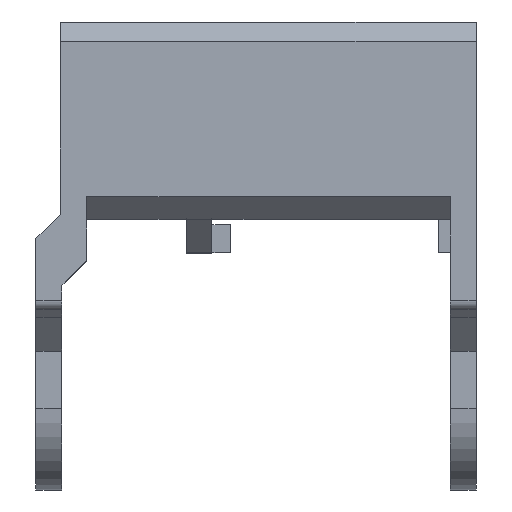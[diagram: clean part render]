
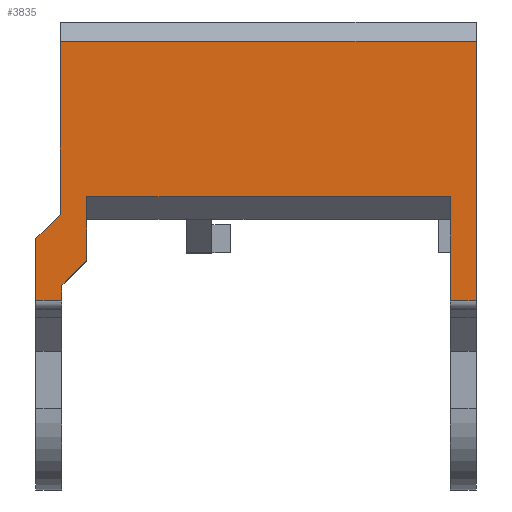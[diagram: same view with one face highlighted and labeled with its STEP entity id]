
A CAD part, top view. The second image highlights one B-rep face of the part: STEP entity #3835.
In plain terms, the highlighted planar face has unit normal (0, 0, 1).
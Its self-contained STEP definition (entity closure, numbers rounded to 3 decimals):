
#11 = ORIENTED_EDGE ( 'NONE', *, *, #3036, .F. ) ;
#36 = CARTESIAN_POINT ( 'NONE',  ( 31.45, -36.662, 28.05 ) ) ;
#45 = LINE ( 'NONE', #1859, #3138 ) ;
#65 = EDGE_CURVE ( 'NONE', #2506, #1582, #2997, .T. ) ;
#81 = CARTESIAN_POINT ( 'NONE',  ( -32.75, 3.35, 28.05 ) ) ;
#89 = DIRECTION ( 'NONE',  ( 1., 0., 0. ) ) ;
#157 = VERTEX_POINT ( 'NONE', #81 ) ;
#188 = EDGE_CURVE ( 'NONE', #3797, #157, #983, .T. ) ;
#204 = FACE_OUTER_BOUND ( 'NONE', #1465, .T. ) ;
#263 = AXIS2_PLACEMENT_3D ( 'NONE', #3565, #824, #1425 ) ;
#269 = CARTESIAN_POINT ( 'NONE',  ( 0.9, -0.9, 28.05 ) ) ;
#272 = EDGE_CURVE ( 'NONE', #871, #936, #1709, .T. ) ;
#311 = LINE ( 'NONE', #269, #1346 ) ;
#339 = EDGE_CURVE ( 'NONE', #2925, #3279, #1042, .T. ) ;
#381 = DIRECTION ( 'NONE',  ( -1., 0., 0. ) ) ;
#390 = DIRECTION ( 'NONE',  ( 0., -1., 0. ) ) ;
#450 = ORIENTED_EDGE ( 'NONE', *, *, #188, .T. ) ;
#509 = CARTESIAN_POINT ( 'NONE',  ( -31.95, -36.662, 28.05 ) ) ;
#630 = DIRECTION ( 'NONE',  ( 0.707, 0.707, 0. ) ) ;
#648 = LINE ( 'NONE', #3627, #3483 ) ;
#698 = VERTEX_POINT ( 'NONE', #1986 ) ;
#717 = EDGE_CURVE ( 'NONE', #698, #2506, #2889, .T. ) ;
#783 = VECTOR ( 'NONE', #3812, 1000. ) ;
#794 = VECTOR ( 'NONE', #390, 1000. ) ;
#824 = DIRECTION ( 'NONE',  ( 0., 0., -1. ) ) ;
#855 = VECTOR ( 'NONE', #1693, 1000. ) ;
#869 = PLANE ( 'NONE',  #263 ) ;
#871 = VERTEX_POINT ( 'NONE', #3670 ) ;
#895 = DIRECTION ( 'NONE',  ( 0.707, 0.707, 0. ) ) ;
#936 = VERTEX_POINT ( 'NONE', #1834 ) ;
#983 = LINE ( 'NONE', #3122, #985 ) ;
#985 = VECTOR ( 'NONE', #381, 1000. ) ;
#994 = LINE ( 'NONE', #2568, #794 ) ;
#1042 = LINE ( 'NONE', #3495, #855 ) ;
#1048 = EDGE_CURVE ( 'NONE', #698, #1218, #994, .T. ) ;
#1084 = CARTESIAN_POINT ( 'NONE',  ( -36.55, -36.662, 28.05 ) ) ;
#1218 = VERTEX_POINT ( 'NONE', #2983 ) ;
#1220 = EDGE_CURVE ( 'NONE', #1588, #1271, #1700, .T. ) ;
#1271 = VERTEX_POINT ( 'NONE', #3941 ) ;
#1326 = EDGE_CURVE ( 'NONE', #3797, #2086, #648, .T. ) ;
#1329 = LINE ( 'NONE', #2552, #3736 ) ;
#1346 = VECTOR ( 'NONE', #895, 1000. ) ;
#1347 = DIRECTION ( 'NONE',  ( -0.707, -0.707, 0. ) ) ;
#1425 = DIRECTION ( 'NONE',  ( 1., 0., 0. ) ) ;
#1465 = EDGE_LOOP ( 'NONE', ( #2412, #2424, #2154, #3566, #2615, #3410, #2476, #2486, #2743, #3227, #1503, #3383, #450, #11 ) ) ;
#1503 = ORIENTED_EDGE ( 'NONE', *, *, #2167, .T. ) ;
#1582 = VERTEX_POINT ( 'NONE', #3834 ) ;
#1588 = VERTEX_POINT ( 'NONE', #2981 ) ;
#1669 = CARTESIAN_POINT ( 'NONE',  ( -36.05, -26.648, 28.05 ) ) ;
#1693 = DIRECTION ( 'NONE',  ( -0.707, -0.707, 0. ) ) ;
#1700 = LINE ( 'NONE', #1084, #3539 ) ;
#1709 = LINE ( 'NONE', #2258, #783 ) ;
#1831 = LINE ( 'NONE', #2789, #3612 ) ;
#1834 = CARTESIAN_POINT ( 'NONE',  ( -32.55, -36.662, 28.05 ) ) ;
#1847 = DIRECTION ( 'NONE',  ( 0., -1., 0. ) ) ;
#1859 = CARTESIAN_POINT ( 'NONE',  ( -32.75, -23.348, 28.05 ) ) ;
#1875 = VECTOR ( 'NONE', #2700, 1000. ) ;
#1882 = VECTOR ( 'NONE', #3177, 1000. ) ;
#1978 = EDGE_CURVE ( 'NONE', #1588, #936, #3847, .T. ) ;
#1986 = CARTESIAN_POINT ( 'NONE',  ( -28.65, -20.612, 28.05 ) ) ;
#2030 = DIRECTION ( 'NONE',  ( 1., 0., 0. ) ) ;
#2042 = CARTESIAN_POINT ( 'NONE',  ( -31.95, -33.75, 28.05 ) ) ;
#2086 = VERTEX_POINT ( 'NONE', #36 ) ;
#2119 = CARTESIAN_POINT ( 'NONE',  ( -32.75, -23.348, 28.05 ) ) ;
#2154 = ORIENTED_EDGE ( 'NONE', *, *, #1220, .F. ) ;
#2167 = EDGE_CURVE ( 'NONE', #1582, #2086, #1329, .T. ) ;
#2171 = CARTESIAN_POINT ( 'NONE',  ( 27.45, -20.612, 28.05 ) ) ;
#2258 = CARTESIAN_POINT ( 'NONE',  ( -32.55, -33.75, 28.05 ) ) ;
#2303 = DIRECTION ( 'NONE',  ( 0., 1., 0. ) ) ;
#2319 = VERTEX_POINT ( 'NONE', #2042 ) ;
#2412 = ORIENTED_EDGE ( 'NONE', *, *, #339, .T. ) ;
#2424 = ORIENTED_EDGE ( 'NONE', *, *, #3640, .T. ) ;
#2476 = ORIENTED_EDGE ( 'NONE', *, *, #3431, .T. ) ;
#2486 = ORIENTED_EDGE ( 'NONE', *, *, #1048, .F. ) ;
#2506 = VERTEX_POINT ( 'NONE', #2171 ) ;
#2552 = CARTESIAN_POINT ( 'NONE',  ( 30.95, -36.662, 28.05 ) ) ;
#2568 = CARTESIAN_POINT ( 'NONE',  ( -28.65, -20.612, 28.05 ) ) ;
#2615 = ORIENTED_EDGE ( 'NONE', *, *, #272, .F. ) ;
#2700 = DIRECTION ( 'NONE',  ( 0., -1., 0. ) ) ;
#2705 = EDGE_CURVE ( 'NONE', #871, #2319, #1831, .T. ) ;
#2743 = ORIENTED_EDGE ( 'NONE', *, *, #717, .T. ) ;
#2789 = CARTESIAN_POINT ( 'NONE',  ( 0.9, -0.9, 28.05 ) ) ;
#2882 = VECTOR ( 'NONE', #1347, 1000. ) ;
#2889 = LINE ( 'NONE', #3756, #1882 ) ;
#2925 = VERTEX_POINT ( 'NONE', #2119 ) ;
#2981 = CARTESIAN_POINT ( 'NONE',  ( -36.55, -36.662, 28.05 ) ) ;
#2983 = CARTESIAN_POINT ( 'NONE',  ( -28.65, -30.45, 28.05 ) ) ;
#2997 = LINE ( 'NONE', #3937, #1875 ) ;
#3036 = EDGE_CURVE ( 'NONE', #2925, #157, #45, .T. ) ;
#3080 = DIRECTION ( 'NONE',  ( 0., 1., 0. ) ) ;
#3122 = CARTESIAN_POINT ( 'NONE',  ( 0., 3.35, 28.05 ) ) ;
#3138 = VECTOR ( 'NONE', #3080, 1000. ) ;
#3177 = DIRECTION ( 'NONE',  ( 1., 0., 0. ) ) ;
#3226 = VECTOR ( 'NONE', #2030, 1000. ) ;
#3227 = ORIENTED_EDGE ( 'NONE', *, *, #65, .T. ) ;
#3279 = VERTEX_POINT ( 'NONE', #1669 ) ;
#3383 = ORIENTED_EDGE ( 'NONE', *, *, #1326, .F. ) ;
#3410 = ORIENTED_EDGE ( 'NONE', *, *, #2705, .T. ) ;
#3431 = EDGE_CURVE ( 'NONE', #2319, #1218, #311, .T. ) ;
#3483 = VECTOR ( 'NONE', #1847, 1000. ) ;
#3495 = CARTESIAN_POINT ( 'NONE',  ( -32.75, -23.348, 28.05 ) ) ;
#3505 = LINE ( 'NONE', #3546, #2882 ) ;
#3539 = VECTOR ( 'NONE', #2303, 1000. ) ;
#3546 = CARTESIAN_POINT ( 'NONE',  ( -36.55, -27.148, 28.05 ) ) ;
#3565 = CARTESIAN_POINT ( 'NONE',  ( 0., 0., 28.05 ) ) ;
#3566 = ORIENTED_EDGE ( 'NONE', *, *, #1978, .T. ) ;
#3589 = CARTESIAN_POINT ( 'NONE',  ( 31.45, 3.35, 28.05 ) ) ;
#3612 = VECTOR ( 'NONE', #630, 1000. ) ;
#3627 = CARTESIAN_POINT ( 'NONE',  ( 31.45, 3.35, 28.05 ) ) ;
#3640 = EDGE_CURVE ( 'NONE', #3279, #1271, #3505, .T. ) ;
#3670 = CARTESIAN_POINT ( 'NONE',  ( -32.55, -34.35, 28.05 ) ) ;
#3736 = VECTOR ( 'NONE', #89, 1000. ) ;
#3756 = CARTESIAN_POINT ( 'NONE',  ( 0., -20.612, 28.05 ) ) ;
#3797 = VERTEX_POINT ( 'NONE', #3589 ) ;
#3812 = DIRECTION ( 'NONE',  ( 0., -1., 0. ) ) ;
#3834 = CARTESIAN_POINT ( 'NONE',  ( 27.45, -36.662, 28.05 ) ) ;
#3835 = ADVANCED_FACE ( 'NONE', ( #204 ), #869, .F. ) ;
#3847 = LINE ( 'NONE', #509, #3226 ) ;
#3937 = CARTESIAN_POINT ( 'NONE',  ( 27.45, 0., 28.05 ) ) ;
#3941 = CARTESIAN_POINT ( 'NONE',  ( -36.55, -27.148, 28.05 ) ) ;
